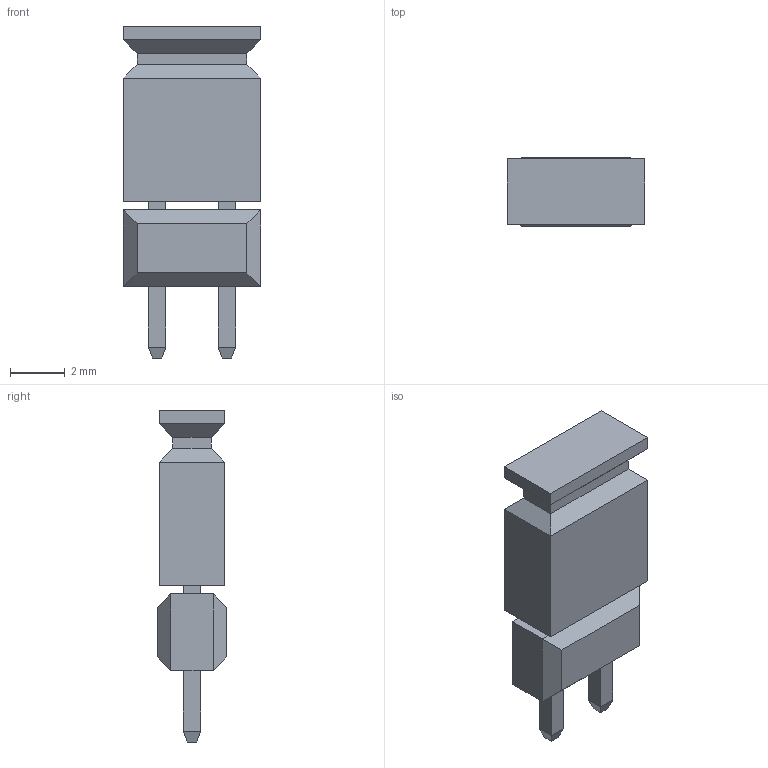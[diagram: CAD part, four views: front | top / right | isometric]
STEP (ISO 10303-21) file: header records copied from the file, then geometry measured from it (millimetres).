
FILE_DESCRIPTION (( 'STEP AP214' ), '1' );
FILE_NAME ('80E05A60-B6AE-4CF2-8718-C7CCBA084153.STEP', '2007-02-06T22:17:40', ( 'sysAdmin' ), ( 'SolidWorks' ), 'SwSTEP 2.0', 'SolidWorks 2007', '' );
FILE_SCHEMA (( 'AUTOMOTIVE_DESIGN' ));
Length unit declared in the file: millimetre
Products named in the file (4): SW3dPS-Jumper SL2_NuP SL2_Výchozí; SW3dPS-Jumper SL2_Kosticka SL2_Výchozí; 80E05A60-B6AE-4CF2-8718-C7CCBA084153; SW3dPS-Jumper SL2_Jumper CAB4_Výchozí
Assembly tree (4 placements, depth 2):
  80E05A60-B6AE-4CF2-8718-C7CCBA084153
    SW3dPS-Jumper SL2_Kosticka SL2_Výchozí
    SW3dPS-Jumper SL2_Jumper CAB4_Výchozí
    SW3dPS-Jumper SL2_NuP SL2_Výchozí  x2
Bounding box: 5 x 2.54 x 12.1 mm (x, y, z)
Volume: 105.4 mm3; surface area: 272.7 mm2
Topology: 4 solids, 4 shells, 82 faces, 176 edges, 104 vertices
Faces by surface type: plane 82
Entity records: 1913 total; most frequent: CARTESIAN_POINT 311, DIRECTION 298, ORIENTED_EDGE 296, EDGE_CURVE 148, VECTOR 148, LINE 148, VERTEX_POINT 88, AXIS2_PLACEMENT_3D 75
